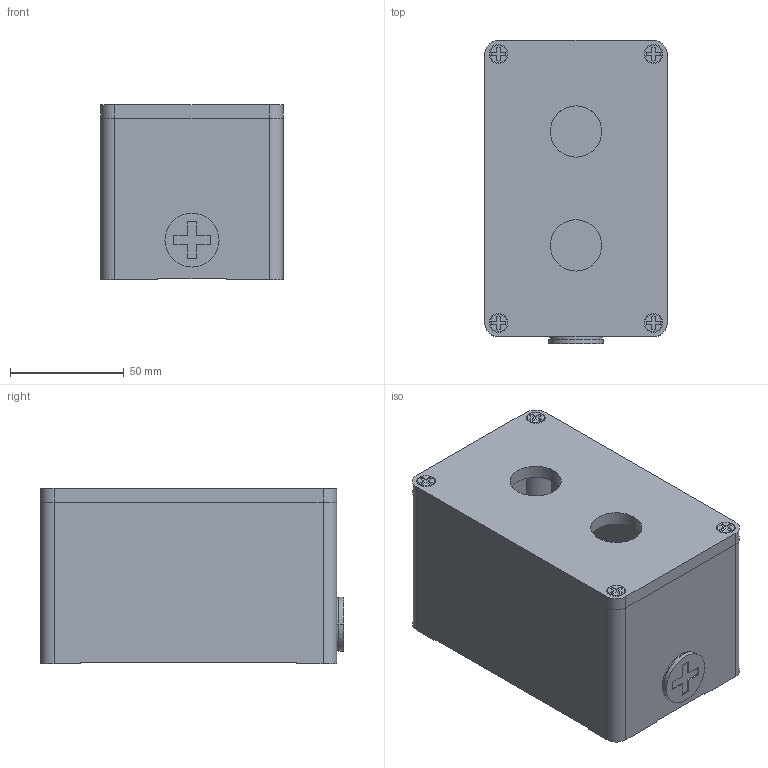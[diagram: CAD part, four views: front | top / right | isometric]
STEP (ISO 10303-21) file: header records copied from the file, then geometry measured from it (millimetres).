
FILE_DESCRIPTION((''),'2;1');
FILE_NAME('XAPG29502-3D_ASM','2021-06-17T16:16:26',('SESA231899'),('Schneider-Electric'),'CREO PARAMETRIC BY PTC INC, 2019471','CREO PARAMETRIC BY PTC INC, 2019471','');
FILE_SCHEMA(('AP242_MANAGED_MODEL_BASED_3D_ENGINEERING_MIM_LF { 1 0 10303 442 1 1 4 }'));
Products named in the file (3): XAPG29502-3D_PRT0001; XAPG29502-3D_PRT0002; XAPG29502-3D_ASM
Assembly tree (2 placements, depth 2):
  XAPG29502-3D_ASM
    XAPG29502-3D_PRT0001
    XAPG29502-3D_PRT0002
Bounding box: 80 x 133 x 77.2 mm (x, y, z)
Volume: 218576.4 mm3; surface area: 106110.6 mm2
Topology: 2 solids, 2 shells, 269 faces, 720 edges, 502 vertices
Faces by surface type: plane 203, cylinder 66
Entity records: 63778 total; most frequent: CARTESIAN_POINT 55002, DIRECTION 1527, ORIENTED_EDGE 1406, POLYLINE 924, EDGE_CURVE 703, VECTOR 587, LINE 587, AXIS2_PLACEMENT_3D 470
